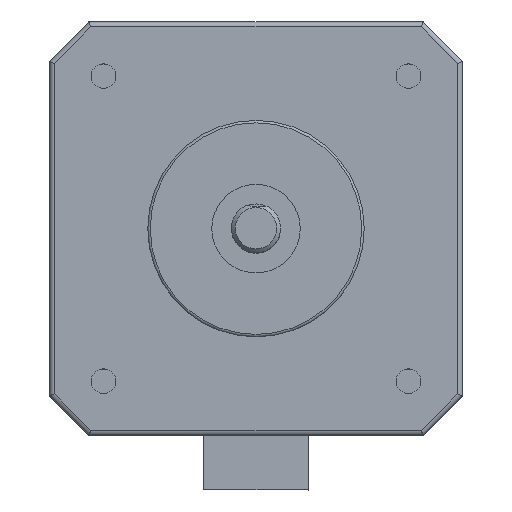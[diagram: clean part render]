
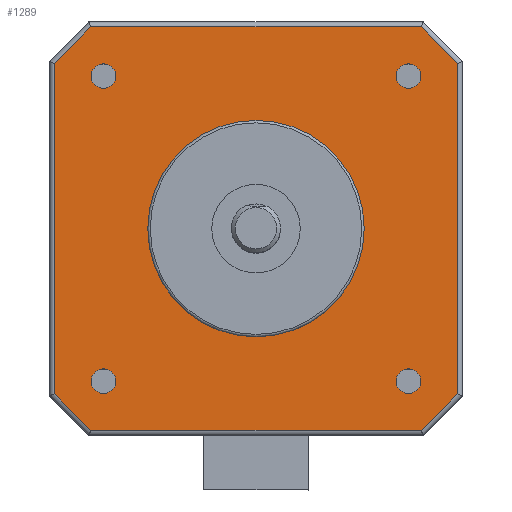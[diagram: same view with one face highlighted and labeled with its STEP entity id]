
A CAD part, top view. The second image highlights one B-rep face of the part: STEP entity #1289.
In plain terms, the highlighted planar face has unit normal (0, 0, 1).
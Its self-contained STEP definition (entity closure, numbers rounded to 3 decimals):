
#38=FACE_BOUND('',#209,.T.);
#39=FACE_BOUND('',#210,.T.);
#40=FACE_BOUND('',#211,.T.);
#41=FACE_BOUND('',#212,.T.);
#42=FACE_BOUND('',#213,.T.);
#67=PLANE('',#1397);
#127=FACE_OUTER_BOUND('',#208,.T.);
#208=EDGE_LOOP('',(#972,#973,#974,#975,#976,#977,#978,#979));
#209=EDGE_LOOP('',(#980));
#210=EDGE_LOOP('',(#981));
#211=EDGE_LOOP('',(#982));
#212=EDGE_LOOP('',(#983));
#213=EDGE_LOOP('',(#984));
#318=LINE('',#1977,#455);
#319=LINE('',#1982,#456);
#322=LINE('',#1989,#459);
#323=LINE('',#1994,#460);
#326=LINE('',#2001,#463);
#327=LINE('',#2006,#464);
#330=LINE('',#2013,#467);
#332=LINE('',#2016,#469);
#455=VECTOR('',#1580,1000.);
#456=VECTOR('',#1585,1000.);
#459=VECTOR('',#1592,1000.);
#460=VECTOR('',#1597,1000.);
#463=VECTOR('',#1604,1000.);
#464=VECTOR('',#1609,1000.);
#467=VECTOR('',#1616,1000.);
#469=VECTOR('',#1620,1000.);
#545=CIRCLE('',#1398,1.25);
#546=CIRCLE('',#1399,1.25);
#547=CIRCLE('',#1400,1.25);
#548=CIRCLE('',#1401,1.25);
#549=CIRCLE('',#1402,11.);
#606=VERTEX_POINT('',#1970);
#609=VERTEX_POINT('',#1975);
#611=VERTEX_POINT('',#1980);
#612=VERTEX_POINT('',#1985);
#615=VERTEX_POINT('',#1992);
#616=VERTEX_POINT('',#1997);
#619=VERTEX_POINT('',#2004);
#620=VERTEX_POINT('',#2009);
#622=VERTEX_POINT('',#2030);
#623=VERTEX_POINT('',#2032);
#624=VERTEX_POINT('',#2034);
#625=VERTEX_POINT('',#2036);
#626=VERTEX_POINT('',#2038);
#728=EDGE_CURVE('',#606,#609,#318,.T.);
#730=EDGE_CURVE('',#609,#611,#319,.T.);
#734=EDGE_CURVE('',#612,#606,#322,.T.);
#736=EDGE_CURVE('',#611,#615,#323,.T.);
#740=EDGE_CURVE('',#616,#612,#326,.T.);
#742=EDGE_CURVE('',#615,#619,#327,.T.);
#746=EDGE_CURVE('',#620,#616,#330,.T.);
#748=EDGE_CURVE('',#619,#620,#332,.T.);
#757=EDGE_CURVE('',#622,#622,#545,.T.);
#758=EDGE_CURVE('',#623,#623,#546,.T.);
#759=EDGE_CURVE('',#624,#624,#547,.T.);
#760=EDGE_CURVE('',#625,#625,#548,.T.);
#761=EDGE_CURVE('',#626,#626,#549,.T.);
#972=ORIENTED_EDGE('',*,*,#734,.T.);
#973=ORIENTED_EDGE('',*,*,#728,.T.);
#974=ORIENTED_EDGE('',*,*,#730,.T.);
#975=ORIENTED_EDGE('',*,*,#736,.T.);
#976=ORIENTED_EDGE('',*,*,#742,.T.);
#977=ORIENTED_EDGE('',*,*,#748,.T.);
#978=ORIENTED_EDGE('',*,*,#746,.T.);
#979=ORIENTED_EDGE('',*,*,#740,.T.);
#980=ORIENTED_EDGE('',*,*,#757,.F.);
#981=ORIENTED_EDGE('',*,*,#758,.F.);
#982=ORIENTED_EDGE('',*,*,#759,.F.);
#983=ORIENTED_EDGE('',*,*,#760,.F.);
#984=ORIENTED_EDGE('',*,*,#761,.F.);
#1289=ADVANCED_FACE('',(#127,#38,#39,#40,#41,#42),#67,.T.);
#1397=AXIS2_PLACEMENT_3D('',#2029,#1637,#1638);
#1398=AXIS2_PLACEMENT_3D('',#2031,#1639,#1640);
#1399=AXIS2_PLACEMENT_3D('',#2033,#1641,#1642);
#1400=AXIS2_PLACEMENT_3D('',#2035,#1643,#1644);
#1401=AXIS2_PLACEMENT_3D('',#2037,#1645,#1646);
#1402=AXIS2_PLACEMENT_3D('',#2039,#1647,#1648);
#1580=DIRECTION('',(0.707,0.707,0.));
#1585=DIRECTION('',(0.,1.,0.));
#1592=DIRECTION('',(1.,0.,0.));
#1597=DIRECTION('',(-0.707,0.707,0.));
#1604=DIRECTION('',(0.707,-0.707,0.));
#1609=DIRECTION('',(-1.,0.,0.));
#1616=DIRECTION('',(0.,-1.,0.));
#1620=DIRECTION('',(-0.707,-0.707,0.));
#1637=DIRECTION('center_axis',(0.,0.,
1.));
#1638=DIRECTION('ref_axis',(1.,0.,0.));
#1639=DIRECTION('center_axis',(0.,0.,
1.));
#1640=DIRECTION('ref_axis',(1.,0.,0.));
#1641=DIRECTION('center_axis',(0.,0.,
1.));
#1642=DIRECTION('ref_axis',(1.,0.,0.));
#1643=DIRECTION('center_axis',(0.,0.,
1.));
#1644=DIRECTION('ref_axis',(1.,0.,0.));
#1645=DIRECTION('center_axis',(0.,0.,
1.));
#1646=DIRECTION('ref_axis',(1.,0.,0.));
#1647=DIRECTION('center_axis',(0.,0.,
1.));
#1648=DIRECTION('ref_axis',(1.,0.,0.));
#1970=CARTESIAN_POINT('',(16.793,-20.5,-10.));
#1975=CARTESIAN_POINT('',(20.5,-16.793,-10.));
#1977=CARTESIAN_POINT('',(18.646,-18.646,-10.));
#1980=CARTESIAN_POINT('',(20.5,16.793,-10.));
#1982=CARTESIAN_POINT('',(20.5,0.,-10.));
#1985=CARTESIAN_POINT('',(-16.793,-20.5,-10.));
#1989=CARTESIAN_POINT('',(17.,-20.5,-10.));
#1992=CARTESIAN_POINT('',(16.793,20.5,-10.));
#1994=CARTESIAN_POINT('',(18.646,18.646,-10.));
#1997=CARTESIAN_POINT('',(-20.5,-16.793,-10.));
#2001=CARTESIAN_POINT('',(-18.646,-18.646,-10.));
#2004=CARTESIAN_POINT('',(-16.793,20.5,-10.));
#2006=CARTESIAN_POINT('',(0.,20.5,-10.));
#2009=CARTESIAN_POINT('',(-20.5,16.793,-10.));
#2013=CARTESIAN_POINT('',(-20.5,-17.,-10.));
#2016=CARTESIAN_POINT('',(-18.646,18.646,-10.));
#2029=CARTESIAN_POINT('Origin',(0.,0.,
-10.));
#2030=CARTESIAN_POINT('',(-16.75,15.5,-10.));
#2031=CARTESIAN_POINT('Origin',(-15.5,15.5,-10.));
#2032=CARTESIAN_POINT('',(14.25,15.5,-10.));
#2033=CARTESIAN_POINT('Origin',(15.5,15.5,-10.));
#2034=CARTESIAN_POINT('',(14.25,-15.5,-10.));
#2035=CARTESIAN_POINT('Origin',(15.5,-15.5,-10.));
#2036=CARTESIAN_POINT('',(-16.75,-15.5,-10.));
#2037=CARTESIAN_POINT('Origin',(-15.5,-15.5,-10.));
#2038=CARTESIAN_POINT('',(11.,0.,-10.));
#2039=CARTESIAN_POINT('Origin',(0.,0.,
-10.));
